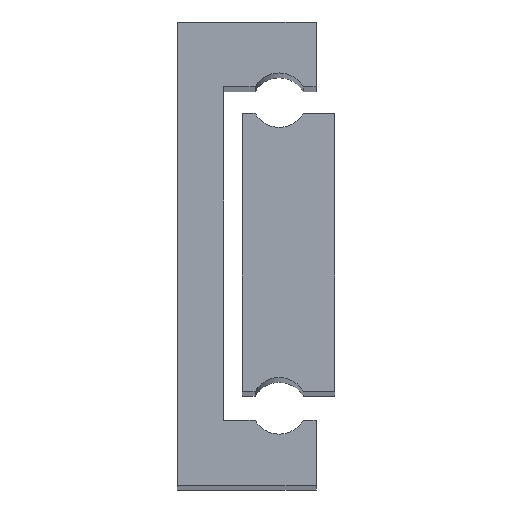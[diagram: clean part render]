
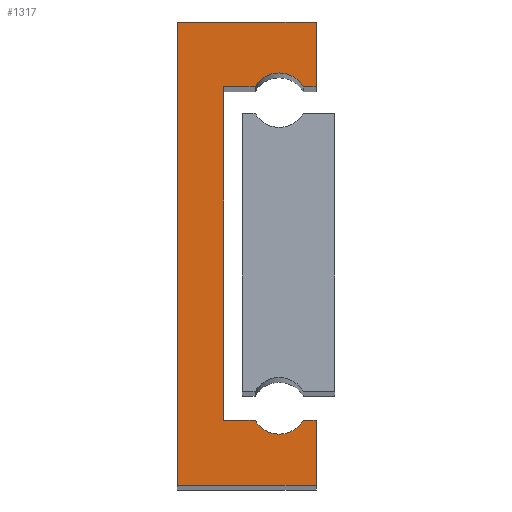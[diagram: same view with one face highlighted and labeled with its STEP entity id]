
A CAD part, top view. The second image highlights one B-rep face of the part: STEP entity #1317.
In plain terms, the highlighted planar face has unit normal (0, 0, 1).
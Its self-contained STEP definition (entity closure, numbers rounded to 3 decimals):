
#33 = CARTESIAN_POINT ( 'NONE',  ( 15., 43., 150. ) ) ;
#40 = LINE ( 'NONE', #1313, #1495 ) ;
#54 = ORIENTED_EDGE ( 'NONE', *, *, #1658, .T. ) ;
#64 = CARTESIAN_POINT ( 'NONE',  ( 5., 7., 150. ) ) ;
#71 = AXIS2_PLACEMENT_3D ( 'NONE', #588, #1288, #727 ) ;
#85 = CARTESIAN_POINT ( 'NONE',  ( 0., 50., 150. ) ) ;
#143 = DIRECTION ( 'NONE',  ( 0., -1., 0. ) ) ;
#178 = VECTOR ( 'NONE', #238, 1000. ) ;
#206 = CIRCLE ( 'NONE', #1684, 3. ) ;
#208 = VECTOR ( 'NONE', #1103, 1000. ) ;
#227 = CARTESIAN_POINT ( 'NONE',  ( 11., 41.5, 150. ) ) ;
#236 = EDGE_CURVE ( 'NONE', #1350, #629, #946, .T. ) ;
#238 = DIRECTION ( 'NONE',  ( 1., 0., 0. ) ) ;
#240 = DIRECTION ( 'NONE',  ( -1., 0., 0. ) ) ;
#249 = ORIENTED_EDGE ( 'NONE', *, *, #328, .T. ) ;
#294 = CARTESIAN_POINT ( 'NONE',  ( 15., 0., 150. ) ) ;
#298 = EDGE_CURVE ( 'NONE', #1249, #1350, #40, .T. ) ;
#322 = LINE ( 'NONE', #1170, #824 ) ;
#328 = EDGE_CURVE ( 'NONE', #667, #1579, #322, .T. ) ;
#357 = DIRECTION ( 'NONE',  ( 1., 0., 0. ) ) ;
#428 = ORIENTED_EDGE ( 'NONE', *, *, #1552, .T. ) ;
#486 = CARTESIAN_POINT ( 'NONE',  ( 8.402, 7., 150. ) ) ;
#491 = VERTEX_POINT ( 'NONE', #33 ) ;
#514 = CARTESIAN_POINT ( 'NONE',  ( 15., 50., 150. ) ) ;
#519 = DIRECTION ( 'NONE',  ( 0., 1., 0. ) ) ;
#534 = ORIENTED_EDGE ( 'NONE', *, *, #728, .T. ) ;
#542 = CARTESIAN_POINT ( 'NONE',  ( 11., 8.5, 150. ) ) ;
#545 = ORIENTED_EDGE ( 'NONE', *, *, #298, .T. ) ;
#564 = VERTEX_POINT ( 'NONE', #1429 ) ;
#588 = CARTESIAN_POINT ( 'NONE',  ( 11., 41.5, 150. ) ) ;
#629 = VERTEX_POINT ( 'NONE', #1369 ) ;
#638 = CARTESIAN_POINT ( 'NONE',  ( 8.402, 7., 150. ) ) ;
#643 = VERTEX_POINT ( 'NONE', #1248 ) ;
#667 = VERTEX_POINT ( 'NONE', #816 ) ;
#681 = ORIENTED_EDGE ( 'NONE', *, *, #1561, .T. ) ;
#708 = ORIENTED_EDGE ( 'NONE', *, *, #711, .T. ) ;
#711 = EDGE_CURVE ( 'NONE', #1372, #564, #830, .T. ) ;
#722 = EDGE_CURVE ( 'NONE', #629, #491, #1392, .T. ) ;
#725 = AXIS2_PLACEMENT_3D ( 'NONE', #227, #1223, #1487 ) ;
#727 = DIRECTION ( 'NONE',  ( -1., 0., 0. ) ) ;
#728 = EDGE_CURVE ( 'NONE', #643, #942, #1413, .T. ) ;
#729 = DIRECTION ( 'NONE',  ( 1., 0., 0. ) ) ;
#742 = CARTESIAN_POINT ( 'NONE',  ( 5., 43., 150. ) ) ;
#769 = EDGE_LOOP ( 'NONE', ( #534, #681, #1484, #249, #54, #708, #1538, #545, #1344, #1404, #428, #1531 ) ) ;
#783 = EDGE_CURVE ( 'NONE', #1089, #667, #1558, .T. ) ;
#795 = LINE ( 'NONE', #85, #1728 ) ;
#816 = CARTESIAN_POINT ( 'NONE',  ( 15., 7., 150. ) ) ;
#824 = VECTOR ( 'NONE', #1184, 1000. ) ;
#830 = LINE ( 'NONE', #638, #208 ) ;
#838 = LINE ( 'NONE', #1122, #1338 ) ;
#857 = VECTOR ( 'NONE', #961, 1000. ) ;
#904 = VECTOR ( 'NONE', #143, 1000. ) ;
#942 = VERTEX_POINT ( 'NONE', #1609 ) ;
#946 = CIRCLE ( 'NONE', #71, 3. ) ;
#961 = DIRECTION ( 'NONE',  ( 0., 1., 0. ) ) ;
#1015 = EDGE_CURVE ( 'NONE', #1694, #643, #795, .T. ) ;
#1082 = CARTESIAN_POINT ( 'NONE',  ( 0., 0., 150. ) ) ;
#1089 = VERTEX_POINT ( 'NONE', #1530 ) ;
#1103 = DIRECTION ( 'NONE',  ( -1., 0., 0. ) ) ;
#1109 = VECTOR ( 'NONE', #729, 1000. ) ;
#1112 = DIRECTION ( 'NONE',  ( 0., 0., -1. ) ) ;
#1122 = CARTESIAN_POINT ( 'NONE',  ( 15., 50., 150. ) ) ;
#1170 = CARTESIAN_POINT ( 'NONE',  ( 15., 7., 150. ) ) ;
#1184 = DIRECTION ( 'NONE',  ( -1., 0., 0. ) ) ;
#1204 = CARTESIAN_POINT ( 'NONE',  ( 15., 43., 150. ) ) ;
#1223 = DIRECTION ( 'NONE',  ( 0., 0., -1. ) ) ;
#1248 = CARTESIAN_POINT ( 'NONE',  ( 0., 50., 150. ) ) ;
#1249 = VERTEX_POINT ( 'NONE', #742 ) ;
#1288 = DIRECTION ( 'NONE',  ( 0., 0., -1. ) ) ;
#1313 = CARTESIAN_POINT ( 'NONE',  ( 8.402, 43., 150. ) ) ;
#1317 = ADVANCED_FACE ( 'NONE', ( #1771 ), #1328, .F. ) ;
#1328 = PLANE ( 'NONE',  #725 ) ;
#1338 = VECTOR ( 'NONE', #519, 1000. ) ;
#1344 = ORIENTED_EDGE ( 'NONE', *, *, #236, .T. ) ;
#1350 = VERTEX_POINT ( 'NONE', #1468 ) ;
#1369 = CARTESIAN_POINT ( 'NONE',  ( 13.598, 43., 150. ) ) ;
#1372 = VERTEX_POINT ( 'NONE', #486 ) ;
#1392 = LINE ( 'NONE', #1204, #1109 ) ;
#1404 = ORIENTED_EDGE ( 'NONE', *, *, #722, .T. ) ;
#1408 = EDGE_CURVE ( 'NONE', #564, #1249, #1485, .T. ) ;
#1413 = LINE ( 'NONE', #1837, #904 ) ;
#1429 = CARTESIAN_POINT ( 'NONE',  ( 5., 7., 150. ) ) ;
#1449 = CARTESIAN_POINT ( 'NONE',  ( 13.598, 7., 150. ) ) ;
#1451 = DIRECTION ( 'NONE',  ( 1., 0., 0. ) ) ;
#1468 = CARTESIAN_POINT ( 'NONE',  ( 8.402, 43., 150. ) ) ;
#1484 = ORIENTED_EDGE ( 'NONE', *, *, #783, .T. ) ;
#1485 = LINE ( 'NONE', #64, #857 ) ;
#1487 = DIRECTION ( 'NONE',  ( -1., 0., 0. ) ) ;
#1495 = VECTOR ( 'NONE', #1451, 1000. ) ;
#1530 = CARTESIAN_POINT ( 'NONE',  ( 15., 0., 150. ) ) ;
#1531 = ORIENTED_EDGE ( 'NONE', *, *, #1015, .T. ) ;
#1538 = ORIENTED_EDGE ( 'NONE', *, *, #1408, .T. ) ;
#1552 = EDGE_CURVE ( 'NONE', #491, #1694, #838, .T. ) ;
#1558 = LINE ( 'NONE', #294, #1617 ) ;
#1561 = EDGE_CURVE ( 'NONE', #942, #1089, #1661, .T. ) ;
#1579 = VERTEX_POINT ( 'NONE', #1449 ) ;
#1609 = CARTESIAN_POINT ( 'NONE',  ( 0., 0., 150. ) ) ;
#1617 = VECTOR ( 'NONE', #1742, 1000. ) ;
#1658 = EDGE_CURVE ( 'NONE', #1579, #1372, #206, .T. ) ;
#1661 = LINE ( 'NONE', #1082, #178 ) ;
#1684 = AXIS2_PLACEMENT_3D ( 'NONE', #542, #1112, #357 ) ;
#1694 = VERTEX_POINT ( 'NONE', #514 ) ;
#1728 = VECTOR ( 'NONE', #240, 1000. ) ;
#1742 = DIRECTION ( 'NONE',  ( 0., 1., 0. ) ) ;
#1771 = FACE_OUTER_BOUND ( 'NONE', #769, .T. ) ;
#1837 = CARTESIAN_POINT ( 'NONE',  ( 0., 0., 150. ) ) ;
